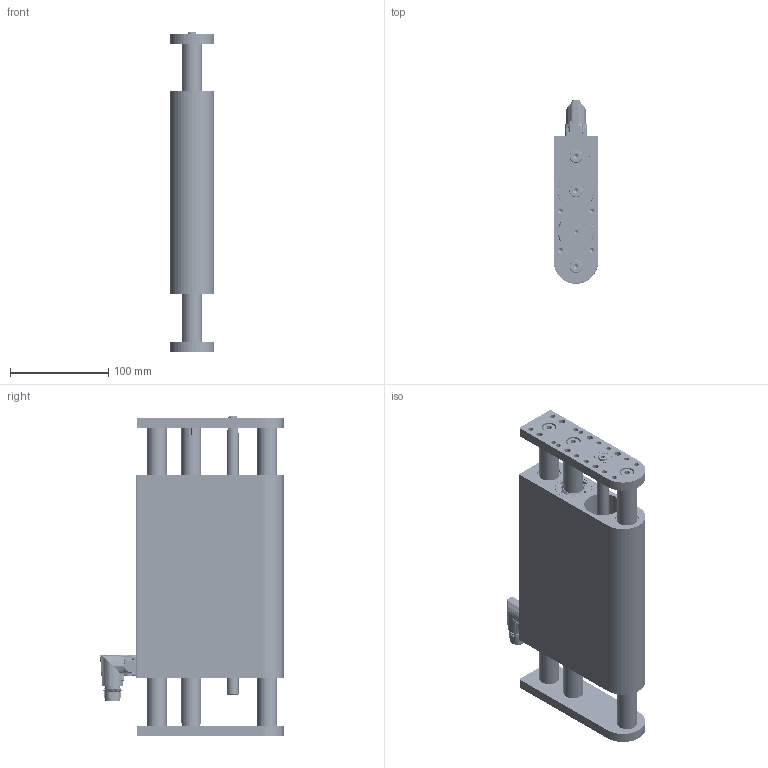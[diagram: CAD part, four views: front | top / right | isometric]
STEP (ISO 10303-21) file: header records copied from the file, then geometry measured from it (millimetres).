
FILE_DESCRIPTION (( 'STEP AP214' ), '1' );
FILE_NAME ('0186-2133_250416_DM03-37x120F-HP-R-95_CS10_MSxx.STEP', '2025-04-16T12:52:45', ( '' ), ( '' ), 'SwSTEP 2.0', 'SolidWorks 2024', '' );
FILE_SCHEMA (( 'AUTOMOTIVE_DESIGN' ));
Length unit declared in the file: millimetre
Products named in the file (25): 0186-1856_ML01-12x275!130-xx_130-xx_FE_ML01-12x650!320; 0230-0965_Gew.-Stift_I-6kt_K-k_M4x4_v-b; 0186-1477_PL01-20x310!260-HP-SF_PL01-20x310!260-HP-SF; 0230-1198_Gew.-Stift_I-6kt_K-k_M6x6_v-b; 112739-7; 0186-1864_MS01-37x125-PR_MS01-R37x125; DL01h-20x14x...-2xM16_DL01h-20x14x307-2xM16; 0250-1034_MA01-PR02-2.9_MA01-PR02-DH-2,9; 0150-4038_PAW01-20-LF_PAW01-20; DSB03k-37x206; 0230-0168_Zyl.-Schr_I-6kt_n-K_M8x16_8.8_v-b; 0180-3482_DM03k-37-H-V2; 0230-0692_Linearkugellager_LBBR_20-LS-LGFP; 0180-2695_DM01k-37-AGS; DL03h-37x120F-HP-R-95_MSxx_V2; DM03h-37x120F-HP-R_95_V2_Stecker 180°; DM03h-37x120F-HP-R_Stecker 180°; 0180-4127_DM03k-37-KAS; 0180-2753_DM03k-37-MSV; 0230-0332_Lins.-Schr_I-6rd_M2.5x6_INOX-Tuf; 0186-2133_250416_DM03-37x120F-HP-R-95_CS10_MSxx; MC01-Rw!m_fuss_Fuss; 0230-0966_Gew.-Stift_I-6kt_K-k_M4x8_v-b; 0150-3128_MC01-Rw!m_GANZ; 0230-0035_zyl.-schr._i-6kt_M5x14_8.8_v-b
Assembly tree (48 placements, depth 5):
  0186-2133_250416_DM03-37x120F-HP-R-95_CS10_MSxx
    DM03h-37x120F-HP-R_95_V2_Stecker 180°
      DM03h-37x120F-HP-R_Stecker 180°
        DSB03k-37x206
        0230-0965_Gew.-Stift_I-6kt_K-k_M4x4_v-b  x5
        0230-0692_Linearkugellager_LBBR_20-LS-LGFP  x4
        0230-0332_Lins.-Schr_I-6rd_M2.5x6_INOX-Tuf  x4
        0180-2695_DM01k-37-AGS
        0180-4127_DM03k-37-KAS
        0150-4038_PAW01-20-LF_PAW01-20  x2
        0230-0966_Gew.-Stift_I-6kt_K-k_M4x8_v-b  x6
        0150-3128_MC01-Rw!m_GANZ
          112739-7
          MC01-Rw!m_fuss_Fuss
        0230-1198_Gew.-Stift_I-6kt_K-k_M6x6_v-b  x4
      0186-1864_MS01-37x125-PR_MS01-R37x125
    DL03h-37x120F-HP-R-95_MSxx_V2
      0180-3482_DM03k-37-H-V2
      0180-2753_DM03k-37-MSV
      DL01h-20x14x...-2xM16_DL01h-20x14x307-2xM16  x2
      0186-1477_PL01-20x310!260-HP-SF_PL01-20x310!260-HP-SF
      0186-1856_ML01-12x275!130-xx_130-xx_FE_ML01-12x650!320
      0230-0168_Zyl.-Schr_I-6kt_n-K_M8x16_8.8_v-b  x5
      0250-1034_MA01-PR02-2.9_MA01-PR02-DH-2,9
      0230-0035_zyl.-schr._i-6kt_M5x14_8.8_v-b
Bounding box: 45 x 186.55 x 324.3 mm (x, y, z)
Volume: 1295054.3 mm3; surface area: 364410.5 mm2
Topology: 50 solids, 50 shells, 4030 faces, 10016 edges, 6211 vertices
Faces by surface type: plane 1402, bspline 931, cylinder 905, cone 676, torus 115, sphere 1
Full cylindrical faces by diameter (mm): 0.6 x5, 1 x4, 1.1 x5, 2.05 x4, 2.1 x4, 2.501 x48, 2.7 x4, 3 x1, 3.2 x3, 3.3 x37, 4 x91, 4.2 x11, 4.8 x1, 5 x65, 6 x21, 6.6 x6, 6.8 x7, 8 x55, 8.4 x2, 8.5 x1, 9 x3, 10 x1, 10.5 x6, 12 x2, 13 x5, 14 x3, 14.2 x1, 15 x3, 15.2 x1, 15.54 x1
Entity records: 132614 total; most frequent: CARTESIAN_POINT 62833, ORIENTED_EDGE 13894, DIRECTION 10651, EDGE_CURVE 6947, VERTEX_POINT 4627, AXIS2_PLACEMENT_3D 3906, EDGE_LOOP 3686, FACE_OUTER_BOUND 3228
